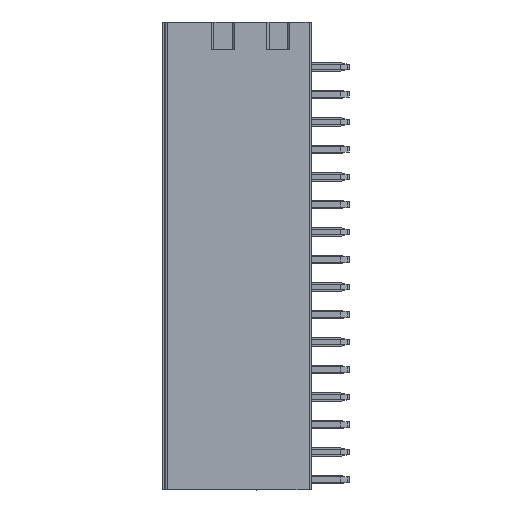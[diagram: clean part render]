
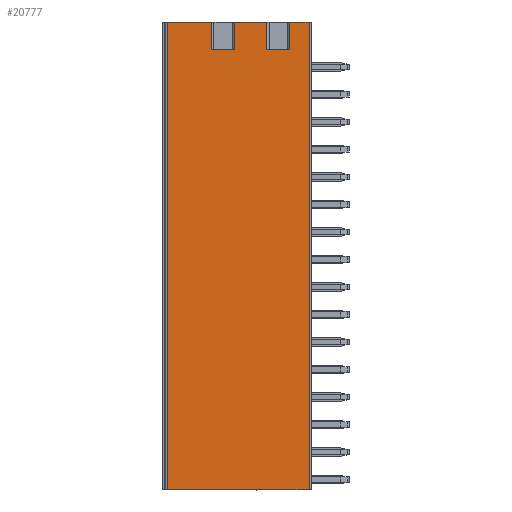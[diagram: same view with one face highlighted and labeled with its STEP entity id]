
A CAD part, top view. The second image highlights one B-rep face of the part: STEP entity #20777.
In plain terms, the highlighted planar face has unit normal (0, 0, 1).
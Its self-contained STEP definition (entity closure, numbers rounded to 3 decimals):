
#2852=DIRECTION('',(1.,0.,0.));
#2853=VECTOR('',#2852,13.1);
#2854=CARTESIAN_POINT('',(-13.3,-38.1,0.));
#2855=LINE('',#2854,#2853);
#3627=DIRECTION('',(1.,0.,0.));
#3628=VECTOR('',#3627,2.98);
#3629=CARTESIAN_POINT('',(-7.08,5.08,0.));
#3630=LINE('',#3629,#3628);
#3643=DIRECTION('',(1.,0.,0.));
#3644=VECTOR('',#3643,4.12);
#3645=CARTESIAN_POINT('',(-13.3,5.08,0.));
#3646=LINE('',#3645,#3644);
#3732=DIRECTION('',(1.,0.,0.));
#3733=VECTOR('',#3732,1.8);
#3734=CARTESIAN_POINT('',(-2.,5.08,0.));
#3735=LINE('',#3734,#3733);
#4133=DIRECTION('',(0.,1.,0.));
#4134=VECTOR('',#4133,43.18);
#4135=CARTESIAN_POINT('',(-13.3,-38.1,0.));
#4136=LINE('',#4135,#4134);
#4137=DIRECTION('',(0.,1.,0.));
#4138=VECTOR('',#4137,2.54);
#4139=CARTESIAN_POINT('',(-9.18,2.54,0.));
#4140=LINE('',#4139,#4138);
#4141=DIRECTION('',(1.,0.,0.));
#4142=VECTOR('',#4141,2.1);
#4143=CARTESIAN_POINT('',(-9.18,2.54,0.));
#4144=LINE('',#4143,#4142);
#4145=DIRECTION('',(0.,1.,0.));
#4146=VECTOR('',#4145,2.54);
#4147=CARTESIAN_POINT('',(-7.08,2.54,0.));
#4148=LINE('',#4147,#4146);
#4149=DIRECTION('',(0.,1.,0.));
#4150=VECTOR('',#4149,2.54);
#4151=CARTESIAN_POINT('',(-4.1,2.54,0.));
#4152=LINE('',#4151,#4150);
#4153=DIRECTION('',(1.,0.,0.));
#4154=VECTOR('',#4153,2.1);
#4155=CARTESIAN_POINT('',(-4.1,2.54,0.));
#4156=LINE('',#4155,#4154);
#4157=DIRECTION('',(0.,1.,0.));
#4158=VECTOR('',#4157,2.54);
#4159=CARTESIAN_POINT('',(-2.,2.54,0.));
#4160=LINE('',#4159,#4158);
#4161=DIRECTION('',(0.,1.,0.));
#4162=VECTOR('',#4161,43.18);
#4163=CARTESIAN_POINT('',(-0.2,-38.1,0.));
#4164=LINE('',#4163,#4162);
#11807=CARTESIAN_POINT('',(-13.3,5.08,0.));
#11808=VERTEX_POINT('',#11807);
#11809=CARTESIAN_POINT('',(-0.2,5.08,0.));
#11811=VERTEX_POINT('',#11809);
#11890=CARTESIAN_POINT('',(-4.1,5.08,0.));
#11892=VERTEX_POINT('',#11890);
#11893=CARTESIAN_POINT('',(-2.,5.08,0.));
#11895=VERTEX_POINT('',#11893);
#11901=CARTESIAN_POINT('',(-9.18,5.08,0.));
#11902=VERTEX_POINT('',#11901);
#11903=CARTESIAN_POINT('',(-7.08,5.08,0.));
#11904=VERTEX_POINT('',#11903);
#11922=CARTESIAN_POINT('',(-4.1,2.54,0.));
#11924=VERTEX_POINT('',#11922);
#11925=CARTESIAN_POINT('',(-2.,2.54,0.));
#11927=VERTEX_POINT('',#11925);
#11933=CARTESIAN_POINT('',(-9.18,2.54,0.));
#11934=VERTEX_POINT('',#11933);
#11935=CARTESIAN_POINT('',(-7.08,2.54,0.));
#11936=VERTEX_POINT('',#11935);
#14379=CARTESIAN_POINT('',(-13.3,-38.1,0.));
#14380=VERTEX_POINT('',#14379);
#14381=CARTESIAN_POINT('',(-0.2,-38.1,0.));
#14382=VERTEX_POINT('',#14381);
#20754=CARTESIAN_POINT('',(-13.3,0.,0.));
#20755=DIRECTION('',(0.,0.,1.));
#20756=DIRECTION('',(1.,0.,0.));
#20757=AXIS2_PLACEMENT_3D('',#20754,#20755,#20756);
#20758=PLANE('',#20757);
#20760=ORIENTED_EDGE('',*,*,#20759,.F.);
#20761=ORIENTED_EDGE('',*,*,#18700,.F.);
#20763=ORIENTED_EDGE('',*,*,#20762,.T.);
#20764=ORIENTED_EDGE('',*,*,#20091,.T.);
#20766=ORIENTED_EDGE('',*,*,#20765,.F.);
#20767=ORIENTED_EDGE('',*,*,#20721,.T.);
#20769=ORIENTED_EDGE('',*,*,#20768,.T.);
#20770=ORIENTED_EDGE('',*,*,#20083,.T.);
#20771=ORIENTED_EDGE('',*,*,#20689,.F.);
#20772=ORIENTED_EDGE('',*,*,#20707,.T.);
#20773=ORIENTED_EDGE('',*,*,#20749,.T.);
#20774=ORIENTED_EDGE('',*,*,#20125,.T.);
#20775=EDGE_LOOP('',(#20760,#20761,#20763,#20764,#20766,#20767,#20769,#20770,
#20771,#20772,#20773,#20774));
#20776=FACE_OUTER_BOUND('',#20775,.F.);
#18700=EDGE_CURVE('',#14380,#14382,#2855,.T.);
#20083=EDGE_CURVE('',#11904,#11892,#3630,.T.);
#20091=EDGE_CURVE('',#11808,#11902,#3646,.T.);
#20125=EDGE_CURVE('',#11895,#11811,#3735,.T.);
#20689=EDGE_CURVE('',#11924,#11892,#4152,.T.);
#20707=EDGE_CURVE('',#11924,#11927,#4156,.T.);
#20721=EDGE_CURVE('',#11934,#11936,#4144,.T.);
#20749=EDGE_CURVE('',#11927,#11895,#4160,.T.);
#20759=EDGE_CURVE('',#14382,#11811,#4164,.T.);
#20762=EDGE_CURVE('',#14380,#11808,#4136,.T.);
#20765=EDGE_CURVE('',#11934,#11902,#4140,.T.);
#20768=EDGE_CURVE('',#11936,#11904,#4148,.T.);
#20777=ADVANCED_FACE('',(#20776),#20758,.T.);
